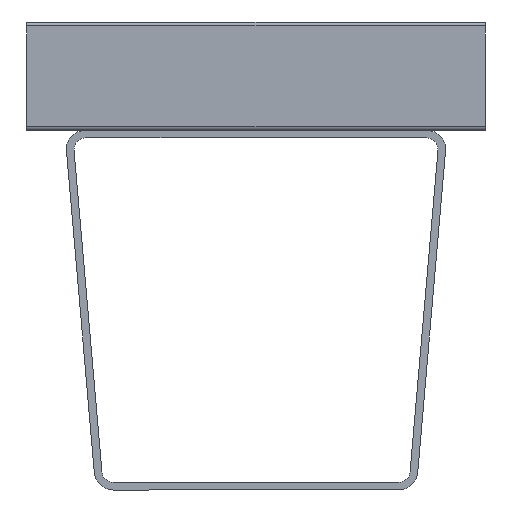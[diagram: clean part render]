
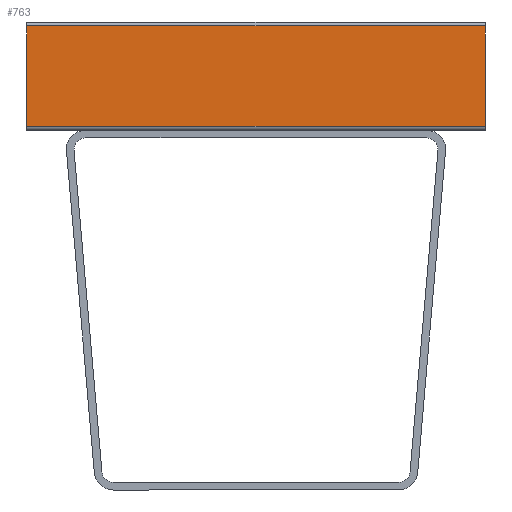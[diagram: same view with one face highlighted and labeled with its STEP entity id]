
A CAD part, left-side view. The second image highlights one B-rep face of the part: STEP entity #763.
In plain terms, the highlighted planar face has unit normal (-1, 0, 0).
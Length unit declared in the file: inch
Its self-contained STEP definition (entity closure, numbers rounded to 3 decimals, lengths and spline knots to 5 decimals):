
#763=ADVANCED_FACE('',(#1863),#17529,.T.);
#1863=FACE_OUTER_BOUND('',#2963,.T.);
#2963=EDGE_LOOP('',(#7446,#7447,#7448,#7449));
#7446=ORIENTED_EDGE('',*,*,#11053,.T.);
#7447=ORIENTED_EDGE('',*,*,#11054,.T.);
#7448=ORIENTED_EDGE('',*,*,#11055,.F.);
#7449=ORIENTED_EDGE('',*,*,#11051,.F.);
#11051=EDGE_CURVE('',#16518,#16519,#14338,.T.);
#11053=EDGE_CURVE('',#16518,#16520,#14339,.T.);
#11054=EDGE_CURVE('',#16520,#16521,#14340,.T.);
#11055=EDGE_CURVE('',#16519,#16521,#14341,.T.);
#14338=B_SPLINE_CURVE_WITH_KNOTS('',1,(#26690,#26691),.UNSPECIFIED.,.F.,
 .F.,(2,2),(0.,96.),.UNSPECIFIED.);
#14339=B_SPLINE_CURVE_WITH_KNOTS('',1,(#26695,#26696),.UNSPECIFIED.,.F.,
 .F.,(2,2),(10.20155,13.35155),.UNSPECIFIED.);
#14340=B_SPLINE_CURVE_WITH_KNOTS('',1,(#26697,#26698),.UNSPECIFIED.,.F.,
 .F.,(2,2),(0.,96.),.UNSPECIFIED.);
#14341=B_SPLINE_CURVE_WITH_KNOTS('',1,(#26699,#26700),.UNSPECIFIED.,.F.,
 .F.,(2,2),(10.20155,13.35155),.UNSPECIFIED.);
#16518=VERTEX_POINT('',#21903);
#16519=VERTEX_POINT('',#21904);
#16520=VERTEX_POINT('',#21905);
#16521=VERTEX_POINT('',#21906);
#17529=PLANE('',#18258);
#18258=AXIS2_PLACEMENT_3D('',#20532,#19235,$);
#19235=DIRECTION('',(-1.,0.,0.));
#20532=CARTESIAN_POINT('',(0.851,1.36472,0.23802));
#21903=CARTESIAN_POINT('',(0.851,1.36472,0.23802));
#21904=CARTESIAN_POINT('',(0.851,1.66472,0.23802));
#21905=CARTESIAN_POINT('',(0.851,1.36472,0.30365));
#21906=CARTESIAN_POINT('',(0.851,1.66472,0.30365));
#26690=CARTESIAN_POINT('',(0.851,1.36472,0.23802));
#26691=CARTESIAN_POINT('',(0.851,1.66472,0.23802));
#26695=CARTESIAN_POINT('',(0.851,1.36472,0.23802));
#26696=CARTESIAN_POINT('',(0.851,1.36472,0.30365));
#26697=CARTESIAN_POINT('',(0.851,1.36472,0.30365));
#26698=CARTESIAN_POINT('',(0.851,1.66472,0.30365));
#26699=CARTESIAN_POINT('',(0.851,1.66472,0.23802));
#26700=CARTESIAN_POINT('',(0.851,1.66472,0.30365));
